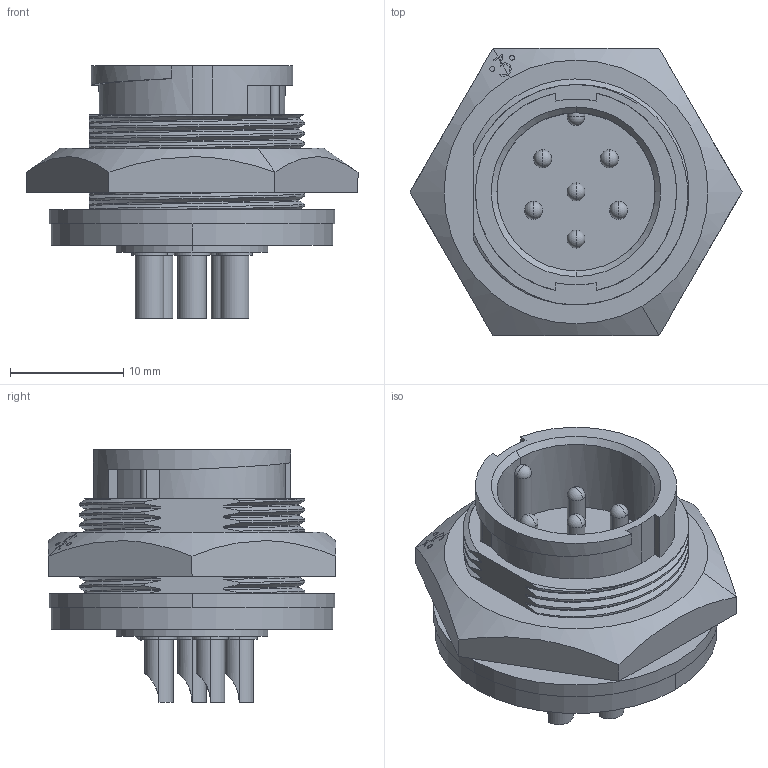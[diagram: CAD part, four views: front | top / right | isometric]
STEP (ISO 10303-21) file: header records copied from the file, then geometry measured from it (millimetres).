
FILE_DESCRIPTION (( 'STEP AP203' ), '1' );
FILE_NAME ('4382-6PG-300.STEP', '2020-10-08T17:59:55', ( '' ), ( '' ), 'SwSTEP 2.0', 'SolidWorks 2020', '' );
FILE_SCHEMA (( 'CONFIG_CONTROL_DESIGN' ));
Length unit declared in the file: inch
Products named in the file (1): 4382-6PG-300
Bounding box: 29.33 x 25.4 x 22.3 mm (x, y, z)
Volume: 5118.7 mm3; surface area: 3478.6 mm2
Topology: 1 solids, 1 shells, 358 faces, 951 edges, 619 vertices
Faces by surface type: plane 160, cylinder 91, bspline 79, sphere 14, cone 14
Entity records: 18617 total; most frequent: CARTESIAN_POINT 10488, ORIENTED_EDGE 1870, DIRECTION 1343, EDGE_CURVE 935, VERTEX_POINT 617, LINE 475, VECTOR 475, AXIS2_PLACEMENT_3D 434
